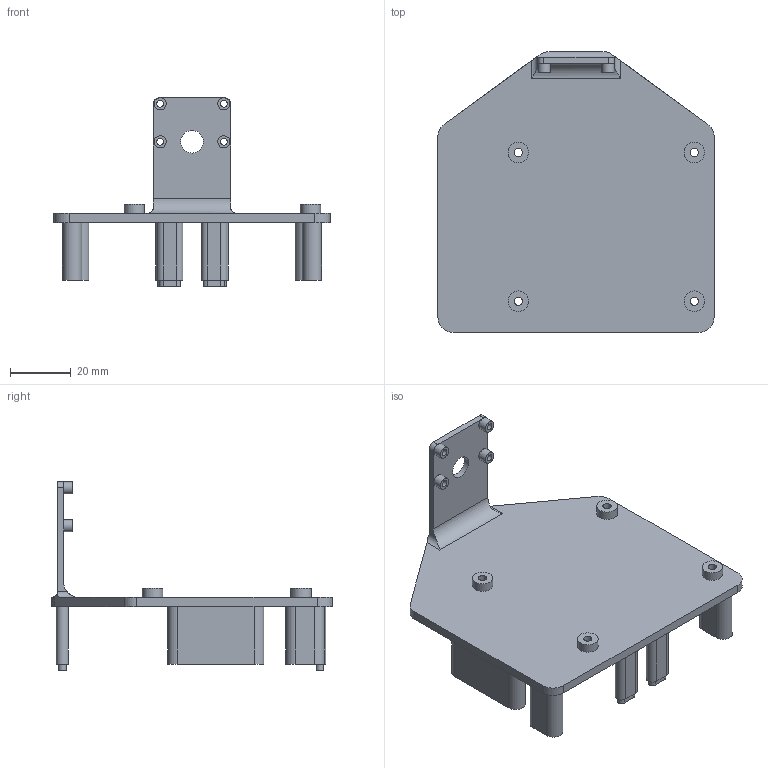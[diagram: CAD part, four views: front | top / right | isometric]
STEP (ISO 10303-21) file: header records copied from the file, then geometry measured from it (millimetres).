
FILE_DESCRIPTION(/* description */ (''),/* implementation_level */ '2;1');
FILE_NAME(/* name */ 'Pi_tray.stp',/* time_stamp */ '2022-08-11T16:41:55-07:00',/* author */ ('Aaron'),/* organization */ (''),/* preprocessor_version */ 'ST-DEVELOPER v18.1',/* originating_system */ 'Autodesk Inventor 2022',/* authorisation */ '');
FILE_SCHEMA (('AUTOMOTIVE_DESIGN { 1 0 10303 214 3 1 1 }'));
Length unit declared in the file: inch
Products named in the file (1): Pi_tray
Bounding box: 91 x 92.56 x 62.1 mm (x, y, z)
Volume: 37351.6 mm3; surface area: 24736.1 mm2
Topology: 1 solids, 1 shells, 114 faces, 272 edges, 180 vertices
Faces by surface type: plane 59, cylinder 55
Full cylindrical faces by diameter (mm): 2 x2, 2.2 x4, 2.75 x4, 4 x4, 6.75 x4, 7.5 x1
Entity records: 3438 total; most frequent: DIRECTION 608, CARTESIAN_POINT 591, ORIENTED_EDGE 544, EDGE_CURVE 272, AXIS2_PLACEMENT_3D 225, VERTEX_POINT 180, LINE 158, VECTOR 158
